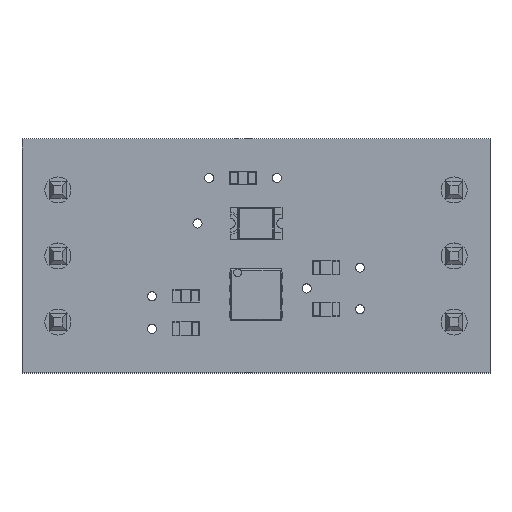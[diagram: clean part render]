
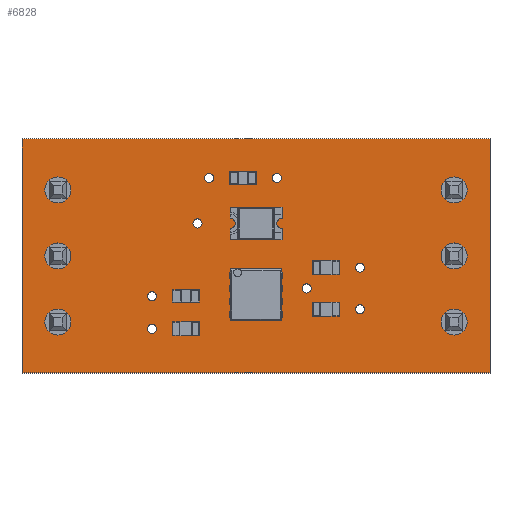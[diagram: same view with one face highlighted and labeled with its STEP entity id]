
A CAD part, top view. The second image highlights one B-rep face of the part: STEP entity #6828.
In plain terms, the highlighted planar face has unit normal (0, 0, 1).
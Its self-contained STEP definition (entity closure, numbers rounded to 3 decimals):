
#156=FACE_BOUND('',#906,.T.);
#157=FACE_BOUND('',#907,.T.);
#158=FACE_BOUND('',#908,.T.);
#159=FACE_BOUND('',#909,.T.);
#160=FACE_BOUND('',#910,.T.);
#161=FACE_BOUND('',#911,.T.);
#162=FACE_BOUND('',#912,.T.);
#163=FACE_BOUND('',#913,.T.);
#164=FACE_BOUND('',#914,.T.);
#165=FACE_BOUND('',#915,.T.);
#166=FACE_BOUND('',#916,.T.);
#167=FACE_BOUND('',#917,.T.);
#168=FACE_BOUND('',#918,.T.);
#169=FACE_BOUND('',#919,.T.);
#199=PLANE('',#7393);
#497=FACE_OUTER_BOUND('',#905,.T.);
#905=EDGE_LOOP('',(#4579,#4580,#4581,#4582));
#906=EDGE_LOOP('',(#4583));
#907=EDGE_LOOP('',(#4584));
#908=EDGE_LOOP('',(#4585));
#909=EDGE_LOOP('',(#4586));
#910=EDGE_LOOP('',(#4587));
#911=EDGE_LOOP('',(#4588));
#912=EDGE_LOOP('',(#4589));
#913=EDGE_LOOP('',(#4590));
#914=EDGE_LOOP('',(#4591));
#915=EDGE_LOOP('',(#4592));
#916=EDGE_LOOP('',(#4593));
#917=EDGE_LOOP('',(#4594));
#918=EDGE_LOOP('',(#4595));
#919=EDGE_LOOP('',(#4596));
#1350=LINE('',#10039,#2103);
#1353=LINE('',#10045,#2106);
#1356=LINE('',#10051,#2109);
#1359=LINE('',#10055,#2112);
#2103=VECTOR('',#8068,10.);
#2106=VECTOR('',#8073,10.);
#2109=VECTOR('',#8078,10.);
#2112=VECTOR('',#8083,10.);
#2841=CIRCLE('',#7349,0.5);
#2843=CIRCLE('',#7352,0.5);
#2845=CIRCLE('',#7355,0.5);
#2847=CIRCLE('',#7358,0.175);
#2849=CIRCLE('',#7361,0.175);
#2851=CIRCLE('',#7364,0.175);
#2853=CIRCLE('',#7367,0.175);
#2855=CIRCLE('',#7370,0.175);
#2857=CIRCLE('',#7373,0.175);
#2859=CIRCLE('',#7376,0.175);
#2861=CIRCLE('',#7379,0.175);
#2863=CIRCLE('',#7382,0.5);
#2865=CIRCLE('',#7385,0.5);
#2867=CIRCLE('',#7388,0.5);
#3013=VERTEX_POINT('',#9951);
#3015=VERTEX_POINT('',#9957);
#3017=VERTEX_POINT('',#9963);
#3019=VERTEX_POINT('',#9969);
#3021=VERTEX_POINT('',#9975);
#3023=VERTEX_POINT('',#9981);
#3025=VERTEX_POINT('',#9987);
#3027=VERTEX_POINT('',#9993);
#3029=VERTEX_POINT('',#9999);
#3031=VERTEX_POINT('',#10005);
#3033=VERTEX_POINT('',#10011);
#3035=VERTEX_POINT('',#10017);
#3037=VERTEX_POINT('',#10023);
#3039=VERTEX_POINT('',#10029);
#3042=VERTEX_POINT('',#10036);
#3043=VERTEX_POINT('',#10038);
#3045=VERTEX_POINT('',#10044);
#3047=VERTEX_POINT('',#10050);
#3578=EDGE_CURVE('',#3013,#3013,#2841,.T.);
#3581=EDGE_CURVE('',#3015,#3015,#2843,.T.);
#3584=EDGE_CURVE('',#3017,#3017,#2845,.T.);
#3587=EDGE_CURVE('',#3019,#3019,#2847,.T.);
#3590=EDGE_CURVE('',#3021,#3021,#2849,.T.);
#3593=EDGE_CURVE('',#3023,#3023,#2851,.T.);
#3596=EDGE_CURVE('',#3025,#3025,#2853,.T.);
#3599=EDGE_CURVE('',#3027,#3027,#2855,.T.);
#3602=EDGE_CURVE('',#3029,#3029,#2857,.T.);
#3605=EDGE_CURVE('',#3031,#3031,#2859,.T.);
#3608=EDGE_CURVE('',#3033,#3033,#2861,.T.);
#3611=EDGE_CURVE('',#3035,#3035,#2863,.T.);
#3614=EDGE_CURVE('',#3037,#3037,#2865,.T.);
#3617=EDGE_CURVE('',#3039,#3039,#2867,.T.);
#3620=EDGE_CURVE('',#3043,#3042,#1350,.T.);
#3623=EDGE_CURVE('',#3045,#3043,#1353,.T.);
#3626=EDGE_CURVE('',#3047,#3045,#1356,.T.);
#3629=EDGE_CURVE('',#3042,#3047,#1359,.T.);
#4579=ORIENTED_EDGE('',*,*,#3629,.T.);
#4580=ORIENTED_EDGE('',*,*,#3626,.T.);
#4581=ORIENTED_EDGE('',*,*,#3623,.T.);
#4582=ORIENTED_EDGE('',*,*,#3620,.T.);
#4583=ORIENTED_EDGE('',*,*,#3578,.T.);
#4584=ORIENTED_EDGE('',*,*,#3581,.T.);
#4585=ORIENTED_EDGE('',*,*,#3584,.T.);
#4586=ORIENTED_EDGE('',*,*,#3587,.T.);
#4587=ORIENTED_EDGE('',*,*,#3590,.T.);
#4588=ORIENTED_EDGE('',*,*,#3593,.T.);
#4589=ORIENTED_EDGE('',*,*,#3596,.T.);
#4590=ORIENTED_EDGE('',*,*,#3599,.T.);
#4591=ORIENTED_EDGE('',*,*,#3602,.T.);
#4592=ORIENTED_EDGE('',*,*,#3605,.T.);
#4593=ORIENTED_EDGE('',*,*,#3608,.T.);
#4594=ORIENTED_EDGE('',*,*,#3611,.T.);
#4595=ORIENTED_EDGE('',*,*,#3614,.T.);
#4596=ORIENTED_EDGE('',*,*,#3617,.T.);
#6828=ADVANCED_FACE('',(#497,#156,#157,#158,#159,#160,#161,#162,#163,#164,
#165,#166,#167,#168,#169),#199,.T.);
#7349=AXIS2_PLACEMENT_3D('',#9953,#7971,#7972);
#7352=AXIS2_PLACEMENT_3D('',#9959,#7978,#7979);
#7355=AXIS2_PLACEMENT_3D('',#9965,#7985,#7986);
#7358=AXIS2_PLACEMENT_3D('',#9971,#7992,#7993);
#7361=AXIS2_PLACEMENT_3D('',#9977,#7999,#8000);
#7364=AXIS2_PLACEMENT_3D('',#9983,#8006,#8007);
#7367=AXIS2_PLACEMENT_3D('',#9989,#8013,#8014);
#7370=AXIS2_PLACEMENT_3D('',#9995,#8020,#8021);
#7373=AXIS2_PLACEMENT_3D('',#10001,#8027,#8028);
#7376=AXIS2_PLACEMENT_3D('',#10007,#8034,#8035);
#7379=AXIS2_PLACEMENT_3D('',#10013,#8041,#8042);
#7382=AXIS2_PLACEMENT_3D('',#10019,#8048,#8049);
#7385=AXIS2_PLACEMENT_3D('',#10025,#8055,#8056);
#7388=AXIS2_PLACEMENT_3D('',#10031,#8062,#8063);
#7393=AXIS2_PLACEMENT_3D('',#10056,#8084,#8085);
#7971=DIRECTION('center_axis',(0.,0.,-1.));
#7972=DIRECTION('ref_axis',(-1.,0.,0.));
#7978=DIRECTION('center_axis',(0.,0.,-1.));
#7979=DIRECTION('ref_axis',(-1.,0.,0.));
#7985=DIRECTION('center_axis',(0.,0.,-1.));
#7986=DIRECTION('ref_axis',(-1.,0.,0.));
#7992=DIRECTION('center_axis',(0.,0.,-1.));
#7993=DIRECTION('ref_axis',(1.,0.,0.));
#7999=DIRECTION('center_axis',(0.,0.,-1.));
#8000=DIRECTION('ref_axis',(1.,0.,0.));
#8006=DIRECTION('center_axis',(0.,0.,-1.));
#8007=DIRECTION('ref_axis',(1.,0.,0.));
#8013=DIRECTION('center_axis',(0.,0.,-1.));
#8014=DIRECTION('ref_axis',(1.,0.,0.));
#8020=DIRECTION('center_axis',(0.,0.,-1.));
#8021=DIRECTION('ref_axis',(1.,0.,0.));
#8027=DIRECTION('center_axis',(0.,0.,-1.));
#8028=DIRECTION('ref_axis',(1.,0.,0.));
#8034=DIRECTION('center_axis',(0.,0.,-1.));
#8035=DIRECTION('ref_axis',(1.,0.,0.));
#8041=DIRECTION('center_axis',(0.,0.,-1.));
#8042=DIRECTION('ref_axis',(1.,0.,0.));
#8048=DIRECTION('center_axis',(0.,0.,-1.));
#8049=DIRECTION('ref_axis',(-1.,0.,0.));
#8055=DIRECTION('center_axis',(0.,0.,-1.));
#8056=DIRECTION('ref_axis',(-1.,0.,0.));
#8062=DIRECTION('center_axis',(0.,0.,-1.));
#8063=DIRECTION('ref_axis',(-1.,0.,0.));
#8068=DIRECTION('',(-1.,0.,0.));
#8073=DIRECTION('',(0.,1.,0.));
#8078=DIRECTION('',(1.,0.,0.));
#8083=DIRECTION('',(0.,-1.,0.));
#8084=DIRECTION('center_axis',(0.,0.,1.));
#8085=DIRECTION('ref_axis',(1.,0.,0.));
#9951=CARTESIAN_POINT('',(8.12,0.,1.671));
#9953=CARTESIAN_POINT('Origin',(7.62,0.,1.671));
#9957=CARTESIAN_POINT('',(-7.12,-2.54,1.671));
#9959=CARTESIAN_POINT('Origin',(-7.62,-2.54,1.671));
#9963=CARTESIAN_POINT('',(-7.12,2.54,1.671));
#9965=CARTESIAN_POINT('Origin',(-7.62,2.54,1.671));
#9969=CARTESIAN_POINT('',(1.775,-1.25,1.671));
#9971=CARTESIAN_POINT('Origin',(1.95,-1.25,1.671));
#9975=CARTESIAN_POINT('',(3.825,-2.05,1.671));
#9977=CARTESIAN_POINT('Origin',(4.,-2.05,1.671));
#9981=CARTESIAN_POINT('',(-4.175,-2.8,1.671));
#9983=CARTESIAN_POINT('Origin',(-4.,-2.8,1.671));
#9987=CARTESIAN_POINT('',(0.625,3.,1.671));
#9989=CARTESIAN_POINT('Origin',(0.8,3.,1.671));
#9993=CARTESIAN_POINT('',(-4.175,-1.55,1.671));
#9995=CARTESIAN_POINT('Origin',(-4.,-1.55,1.671));
#9999=CARTESIAN_POINT('',(3.825,-0.45,1.671));
#10001=CARTESIAN_POINT('Origin',(4.,-0.45,1.671));
#10005=CARTESIAN_POINT('',(-2.425,1.25,1.671));
#10007=CARTESIAN_POINT('Origin',(-2.25,1.25,1.671));
#10011=CARTESIAN_POINT('',(-1.975,3.,1.671));
#10013=CARTESIAN_POINT('Origin',(-1.8,3.,1.671));
#10017=CARTESIAN_POINT('',(-7.12,0.,1.671));
#10019=CARTESIAN_POINT('Origin',(-7.62,0.,1.671));
#10023=CARTESIAN_POINT('',(8.12,2.54,1.671));
#10025=CARTESIAN_POINT('Origin',(7.62,2.54,1.671));
#10029=CARTESIAN_POINT('',(8.12,-2.54,1.671));
#10031=CARTESIAN_POINT('Origin',(7.62,-2.54,1.671));
#10036=CARTESIAN_POINT('',(-9.,4.5,1.671));
#10038=CARTESIAN_POINT('',(9.,4.5,1.671));
#10039=CARTESIAN_POINT('',(9.,4.5,1.671));
#10044=CARTESIAN_POINT('',(9.,-4.5,1.671));
#10045=CARTESIAN_POINT('',(9.,-4.5,1.671));
#10050=CARTESIAN_POINT('',(-9.,-4.5,1.671));
#10051=CARTESIAN_POINT('',(-9.,-4.5,1.671));
#10055=CARTESIAN_POINT('',(-9.,4.5,1.671));
#10056=CARTESIAN_POINT('Origin',(0.,0.,1.671));
